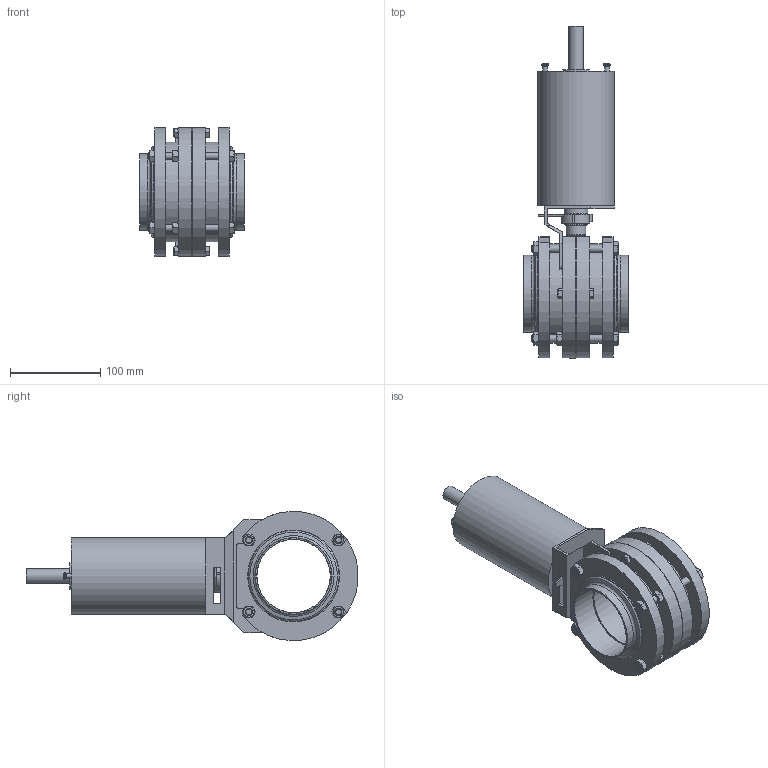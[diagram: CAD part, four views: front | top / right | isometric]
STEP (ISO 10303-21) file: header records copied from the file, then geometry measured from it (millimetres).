
FILE_DESCRIPTION( ( 'STEP AP203' ), ' ' );
FILE_NAME( '9612628704.stp', '2017-01-13T12:11:48', ( '' ), ( '' ), ' ', 'PARTsolutions', ' ' );
FILE_SCHEMA( ( 'CONFIG_CONTROL_DESIGN' ) );
Length unit declared in the file: millimetre
Products named in the file (8): 9612628704; _LKB-F Butterfly D80; _LKB-F Flange (D800851); _LKB-F Flange D80 2; _Mounting Bracket LKLA 085 D80; _LKLA-T Without coupling 085; _Coupling LKLA 085 Doc clutch D80; _Activation ring D80
Assembly tree (7 placements, depth 2):
  9612628704
    _LKB-F Butterfly D80
    _LKB-F Flange (D800851)
    _LKB-F Flange D80 2
    _Mounting Bracket LKLA 085 D80
    _LKLA-T Without coupling 085
    _Coupling LKLA 085 Doc clutch D80
    _Activation ring D80
Bounding box: 116 x 367.26 x 142.8 mm (x, y, z)
Volume: 1638346.3 mm3; surface area: 242130.1 mm2
Topology: 7 solids, 9 shells, 375 faces, 882 edges, 558 vertices
Faces by surface type: plane 194, cylinder 87, cone 79, torus 15
Full cylindrical faces by diameter (mm): 5 x2, 6 x4, 6.5 x2, 6.647 x4, 8 x6, 8.5 x10, 10.5 x2, 16 x1, 22 x1, 25 x2, 26 x1, 29.8 x1, 34 x1, 81 x4, 84.6 x2, 85 x3, 92 x2, 100 x2, 110 x2
Entity records: 11100 total; most frequent: CARTESIAN_POINT 2877, DIRECTION 1611, ORIENTED_EDGE 1496, EDGE_CURVE 748, AXIS2_PLACEMENT_3D 652, EDGE_LOOP 558, VERTEX_POINT 534, FACE_OUTER_BOUND 442
